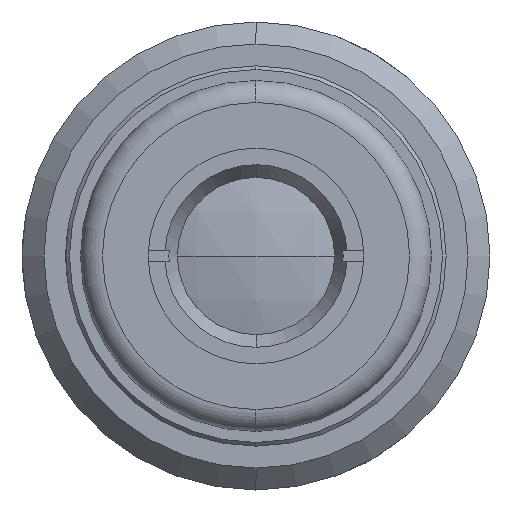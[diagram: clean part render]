
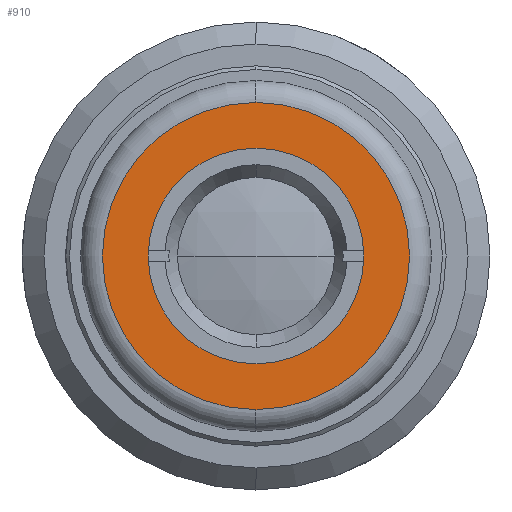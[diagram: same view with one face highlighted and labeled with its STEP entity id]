
A CAD part, left-side view. The second image highlights one B-rep face of the part: STEP entity #910.
In plain terms, the highlighted planar face has unit normal (-1, 0, 0).
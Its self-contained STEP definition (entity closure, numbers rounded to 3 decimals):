
#41 = EDGE_LOOP ( 'NONE', ( #3096, #3725 ) ) ;
#168 = PLANE ( 'NONE',  #1295 ) ;
#225 = EDGE_CURVE ( 'NONE', #1519, #4686, #4521, .T. ) ;
#507 = FACE_BOUND ( 'NONE', #770, .T. ) ;
#621 = ORIENTED_EDGE ( 'NONE', *, *, #225, .F. ) ;
#770 = EDGE_LOOP ( 'NONE', ( #621, #2249 ) ) ;
#817 = DIRECTION ( 'NONE',  ( 1., 0., 0. ) ) ;
#823 = DIRECTION ( 'NONE',  ( -1., 0., 0. ) ) ;
#910 = ADVANCED_FACE ( 'NONE', ( #3082, #507 ), #168, .F. ) ;
#1002 = CARTESIAN_POINT ( 'NONE',  ( -33.9, 0., 21. ) ) ;
#1295 = AXIS2_PLACEMENT_3D ( 'NONE', #4134, #817, #1935 ) ;
#1309 = CIRCLE ( 'NONE', #4569, 21. ) ;
#1388 = CARTESIAN_POINT ( 'NONE',  ( -33.9, 0., 0. ) ) ;
#1519 = VERTEX_POINT ( 'NONE', #4234 ) ;
#1726 = CIRCLE ( 'NONE', #3035, 14.75 ) ;
#1800 = CARTESIAN_POINT ( 'NONE',  ( -33.9, 0., 0. ) ) ;
#1850 = EDGE_CURVE ( 'NONE', #2737, #4053, #1309, .T. ) ;
#1935 = DIRECTION ( 'NONE',  ( 0., 0., -1. ) ) ;
#1969 = CARTESIAN_POINT ( 'NONE',  ( -33.9, 0., 0. ) ) ;
#2249 = ORIENTED_EDGE ( 'NONE', *, *, #4177, .F. ) ;
#2392 = CARTESIAN_POINT ( 'NONE',  ( -33.9, 0., -21. ) ) ;
#2445 = CARTESIAN_POINT ( 'NONE',  ( -33.9, 0., 0. ) ) ;
#2737 = VERTEX_POINT ( 'NONE', #1002 ) ;
#2827 = AXIS2_PLACEMENT_3D ( 'NONE', #1969, #823, #3030 ) ;
#3030 = DIRECTION ( 'NONE',  ( 0., 0., 1. ) ) ;
#3035 = AXIS2_PLACEMENT_3D ( 'NONE', #1388, #4739, #4027 ) ;
#3082 = FACE_OUTER_BOUND ( 'NONE', #41, .T. ) ;
#3096 = ORIENTED_EDGE ( 'NONE', *, *, #4082, .T. ) ;
#3203 = CIRCLE ( 'NONE', #4507, 21. ) ;
#3217 = DIRECTION ( 'NONE',  ( -1., 0., 0. ) ) ;
#3647 = CARTESIAN_POINT ( 'NONE',  ( -33.9, 0., -14.75 ) ) ;
#3725 = ORIENTED_EDGE ( 'NONE', *, *, #1850, .T. ) ;
#3844 = DIRECTION ( 'NONE',  ( -1., 0., 0. ) ) ;
#3917 = DIRECTION ( 'NONE',  ( 0., 0., -1. ) ) ;
#3956 = DIRECTION ( 'NONE',  ( 0., 0., -1. ) ) ;
#4027 = DIRECTION ( 'NONE',  ( 0., 0., 1. ) ) ;
#4053 = VERTEX_POINT ( 'NONE', #2392 ) ;
#4082 = EDGE_CURVE ( 'NONE', #4053, #2737, #3203, .T. ) ;
#4134 = CARTESIAN_POINT ( 'NONE',  ( -33.9, 24., 0. ) ) ;
#4177 = EDGE_CURVE ( 'NONE', #4686, #1519, #1726, .T. ) ;
#4234 = CARTESIAN_POINT ( 'NONE',  ( -33.9, 0., 14.75 ) ) ;
#4507 = AXIS2_PLACEMENT_3D ( 'NONE', #2445, #3844, #3917 ) ;
#4521 = CIRCLE ( 'NONE', #2827, 14.75 ) ;
#4569 = AXIS2_PLACEMENT_3D ( 'NONE', #1800, #3217, #3956 ) ;
#4686 = VERTEX_POINT ( 'NONE', #3647 ) ;
#4739 = DIRECTION ( 'NONE',  ( -1., 0., 0. ) ) ;
